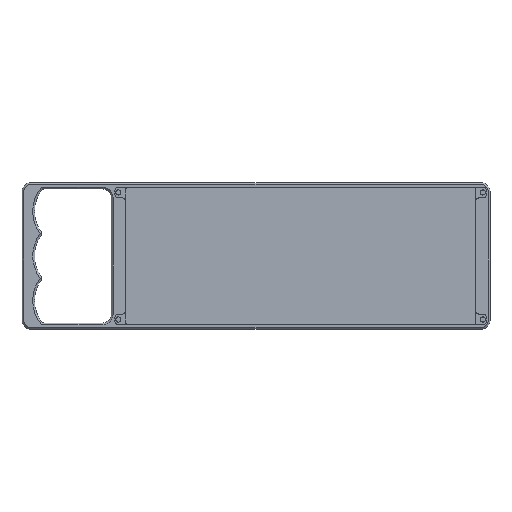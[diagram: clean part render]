
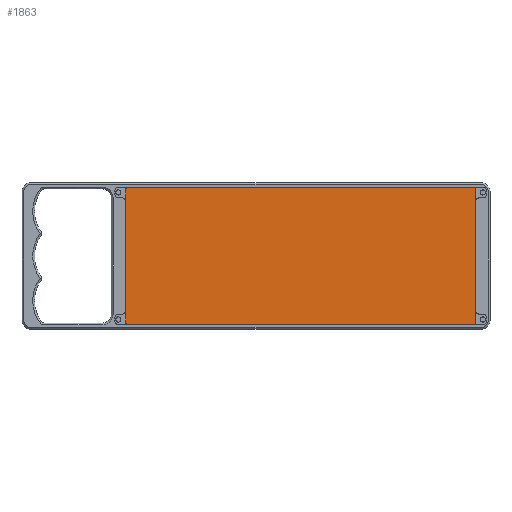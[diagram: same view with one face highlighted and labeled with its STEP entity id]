
A CAD part, top view. The second image highlights one B-rep face of the part: STEP entity #1863.
In plain terms, the highlighted planar face has unit normal (0, 0, 1).
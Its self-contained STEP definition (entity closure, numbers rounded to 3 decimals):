
#87=PLANE('',#2020);
#159=FACE_OUTER_BOUND('',#271,.T.);
#271=EDGE_LOOP('',(#1371,#1372,#1373,#1374,#1375,#1376,#1377,#1378));
#393=LINE('',#2993,#553);
#403=LINE('',#3024,#563);
#404=LINE('',#3027,#564);
#405=LINE('',#3029,#565);
#553=VECTOR('',#2304,10.);
#563=VECTOR('',#2332,10.);
#564=VECTOR('',#2335,10.);
#565=VECTOR('',#2336,10.);
#711=CIRCLE('',#2018,1.5);
#713=CIRCLE('',#2021,1.5);
#714=CIRCLE('',#2022,1.5);
#715=CIRCLE('',#2023,1.5);
#833=VERTEX_POINT('',#2991);
#834=VERTEX_POINT('',#2992);
#841=VERTEX_POINT('',#3012);
#842=VERTEX_POINT('',#3013);
#845=VERTEX_POINT('',#3021);
#846=VERTEX_POINT('',#3023);
#847=VERTEX_POINT('',#3025);
#848=VERTEX_POINT('',#3028);
#1035=EDGE_CURVE('',#833,#834,#393,.T.);
#1043=EDGE_CURVE('',#841,#842,#711,.T.);
#1047=EDGE_CURVE('',#833,#845,#713,.T.);
#1048=EDGE_CURVE('',#846,#845,#403,.T.);
#1049=EDGE_CURVE('',#846,#847,#714,.T.);
#1050=EDGE_CURVE('',#841,#847,#404,.T.);
#1051=EDGE_CURVE('',#848,#842,#405,.T.);
#1052=EDGE_CURVE('',#848,#834,#715,.T.);
#1371=ORIENTED_EDGE('',*,*,#1035,.F.);
#1372=ORIENTED_EDGE('',*,*,#1047,.T.);
#1373=ORIENTED_EDGE('',*,*,#1048,.F.);
#1374=ORIENTED_EDGE('',*,*,#1049,.T.);
#1375=ORIENTED_EDGE('',*,*,#1050,.F.);
#1376=ORIENTED_EDGE('',*,*,#1043,.T.);
#1377=ORIENTED_EDGE('',*,*,#1051,.F.);
#1378=ORIENTED_EDGE('',*,*,#1052,.T.);
#1863=ADVANCED_FACE('',(#159),#87,.F.);
#2018=AXIS2_PLACEMENT_3D('',#3014,#2322,#2323);
#2020=AXIS2_PLACEMENT_3D('',#3020,#2328,#2329);
#2021=AXIS2_PLACEMENT_3D('',#3022,#2330,#2331);
#2022=AXIS2_PLACEMENT_3D('',#3026,#2333,#2334);
#2023=AXIS2_PLACEMENT_3D('',#3030,#2337,#2338);
#2304=DIRECTION('',(1.,0.,0.));
#2322=DIRECTION('center_axis',(0.,0.,1.));
#2323=DIRECTION('ref_axis',(0.707,-0.707,0.));
#2328=DIRECTION('center_axis',(0.,0.,-1.));
#2329=DIRECTION('ref_axis',(-1.,0.,0.));
#2330=DIRECTION('center_axis',(0.,0.,1.));
#2331=DIRECTION('ref_axis',(-0.707,0.707,0.));
#2332=DIRECTION('',(0.,1.,0.));
#2333=DIRECTION('center_axis',(0.,0.,1.));
#2334=DIRECTION('ref_axis',(-0.707,-0.707,0.));
#2335=DIRECTION('',(-1.,0.,0.));
#2336=DIRECTION('',(0.,-1.,0.));
#2337=DIRECTION('center_axis',(0.,0.,1.));
#2338=DIRECTION('ref_axis',(0.707,0.707,0.));
#2991=CARTESIAN_POINT('',(9.5,-2.5,-12.6));
#2992=CARTESIAN_POINT('',(202.713,-2.5,-12.6));
#2993=CARTESIAN_POINT('',(8.,-2.5,-12.6));
#3012=CARTESIAN_POINT('',(202.713,-79.65,-12.6));
#3013=CARTESIAN_POINT('',(204.213,-78.15,-12.6));
#3014=CARTESIAN_POINT('Origin',(202.713,-78.15,-12.6));
#3020=CARTESIAN_POINT('Origin',(106.106,-41.075,-12.6));
#3021=CARTESIAN_POINT('',(8.,-4.,-12.6));
#3022=CARTESIAN_POINT('Origin',(9.5,-4.,-12.6));
#3023=CARTESIAN_POINT('',(8.,-78.15,-12.6));
#3024=CARTESIAN_POINT('',(8.,-79.65,-12.6));
#3025=CARTESIAN_POINT('',(9.5,-79.65,-12.6));
#3026=CARTESIAN_POINT('Origin',(9.5,-78.15,-12.6));
#3027=CARTESIAN_POINT('',(204.213,-79.65,-12.6));
#3028=CARTESIAN_POINT('',(204.213,-4.,-12.6));
#3029=CARTESIAN_POINT('',(204.213,-2.5,-12.6));
#3030=CARTESIAN_POINT('Origin',(202.713,-4.,-12.6));
